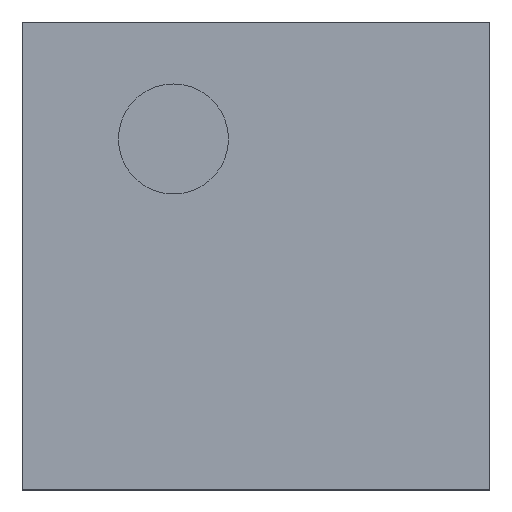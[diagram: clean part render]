
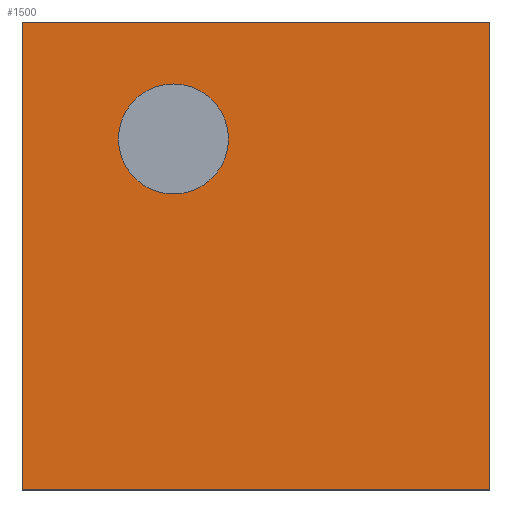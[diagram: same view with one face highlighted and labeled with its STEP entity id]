
A CAD part, top view. The second image highlights one B-rep face of the part: STEP entity #1500.
In plain terms, the highlighted planar face has unit normal (0, 0, 1).
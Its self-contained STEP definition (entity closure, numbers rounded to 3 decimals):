
#125=LINE($,#2246,#329);
#127=LINE($,#2250,#331);
#129=LINE($,#2254,#333);
#131=LINE($,#2257,#335);
#329=VECTOR($,#1829,3.4);
#331=VECTOR($,#1833,3.4);
#333=VECTOR($,#1837,3.4);
#335=VECTOR($,#1841,3.4);
#470=PLANE($,#1602);
#516=FACE_BOUND($,#644,.T.);
#557=FACE_OUTER_BOUND($,#643,.T.);
#643=EDGE_LOOP($,(#1258,#1259,#1260,#1261));
#644=EDGE_LOOP($,(#1262));
#692=CIRCLE($,#1563,0.4);
#696=VERTEX_POINT($,#2038);
#765=VERTEX_POINT($,#2243);
#766=VERTEX_POINT($,#2245);
#767=VERTEX_POINT($,#2249);
#768=VERTEX_POINT($,#2253);
#836=EDGE_CURVE($,#696,#696,#692,.T.);
#938=EDGE_CURVE($,#766,#765,#125,.T.);
#940=EDGE_CURVE($,#767,#766,#127,.T.);
#942=EDGE_CURVE($,#768,#767,#129,.T.);
#944=EDGE_CURVE($,#765,#768,#131,.T.);
#1258=ORIENTED_EDGE($,*,*,#944,.T.);
#1259=ORIENTED_EDGE($,*,*,#942,.T.);
#1260=ORIENTED_EDGE($,*,*,#940,.T.);
#1261=ORIENTED_EDGE($,*,*,#938,.T.);
#1262=ORIENTED_EDGE($,*,*,#836,.T.);
#1500=ADVANCED_FACE($,(#557,#516),#470,.T.);
#1563=AXIS2_PLACEMENT_3D($,#2039,#1656,#1657);
#1602=AXIS2_PLACEMENT_3D($,#2258,#1842,#1843);
#1656=DIRECTION('center_axis',(0.,0.,-1.));
#1657=DIRECTION('ref_axis',(-1.,0.,0.));
#1829=DIRECTION($,(0.,-1.,0.));
#1833=DIRECTION($,(-1.,0.,0.));
#1837=DIRECTION($,(0.,1.,0.));
#1841=DIRECTION($,(1.,0.,0.));
#1842=DIRECTION('center_axis',(0.,0.,1.));
#1843=DIRECTION('ref_axis',(1.,0.,0.));
#2038=CARTESIAN_POINT('',(-0.2,0.85,1.));
#2039=CARTESIAN_POINT('Origin',(-0.6,0.85,1.));
#2243=CARTESIAN_POINT('',(-1.7,-1.7,1.));
#2245=CARTESIAN_POINT('',(-1.7,1.7,1.));
#2246=CARTESIAN_POINT($,(-1.7,-1.6,1.));
#2249=CARTESIAN_POINT('',(1.7,1.7,1.));
#2250=CARTESIAN_POINT($,(-1.6,1.7,1.));
#2253=CARTESIAN_POINT('',(1.7,-1.7,1.));
#2254=CARTESIAN_POINT($,(1.7,1.6,1.));
#2257=CARTESIAN_POINT($,(1.6,-1.7,1.));
#2258=CARTESIAN_POINT('Origin',(0.,0.,1.));
